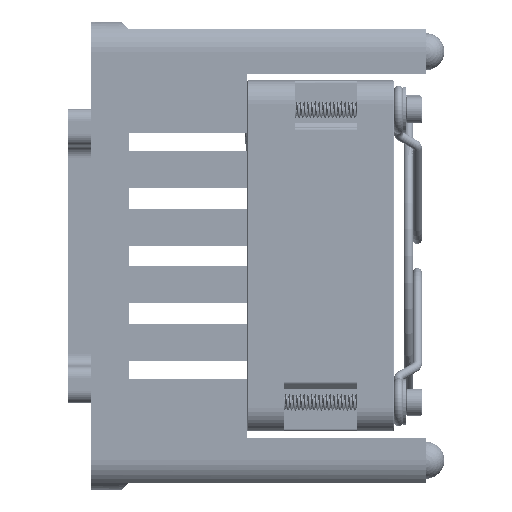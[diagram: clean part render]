
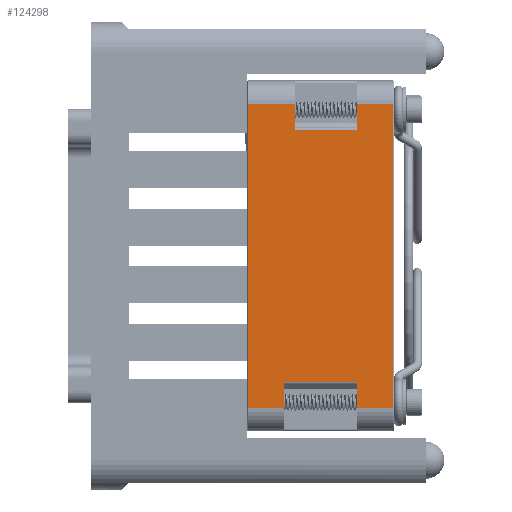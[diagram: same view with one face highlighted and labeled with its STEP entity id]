
A CAD part, left-side view. The second image highlights one B-rep face of the part: STEP entity #124298.
In plain terms, the highlighted planar face has unit normal (-1, 0, 0).
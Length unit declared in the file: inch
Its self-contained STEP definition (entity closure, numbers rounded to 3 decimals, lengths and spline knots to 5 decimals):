
#1464 = DIRECTION ( 'NONE',  ( 0., -1., 0. ) ) ;
#2528 = VECTOR ( 'NONE', #1464, 39.37008 ) ;
#2834 = LINE ( 'NONE', #87877, #2528 ) ;
#3368 = ORIENTED_EDGE ( 'NONE', *, *, #68909, .F. ) ;
#3597 = LINE ( 'NONE', #34113, #72664 ) ;
#5984 = DIRECTION ( 'NONE',  ( 0., 0., -1. ) ) ;
#6080 = EDGE_CURVE ( 'NONE', #11359, #89601, #112138, .T. ) ;
#9664 = CARTESIAN_POINT ( 'NONE',  ( -1.1811, -2.03031, -1.02362 ) ) ;
#10045 = CARTESIAN_POINT ( 'NONE',  ( -1.1811, -1.05, 1.02362 ) ) ;
#10620 = EDGE_CURVE ( 'NONE', #105305, #105455, #19974, .T. ) ;
#10743 = LINE ( 'NONE', #10045, #89264 ) ;
#11359 = VERTEX_POINT ( 'NONE', #9664 ) ;
#11967 = LINE ( 'NONE', #106020, #56919 ) ;
#16298 = AXIS2_PLACEMENT_3D ( 'NONE', #47547, #26149, #5984 ) ;
#16664 = DIRECTION ( 'NONE',  ( 0., 0., 1. ) ) ;
#17921 = VERTEX_POINT ( 'NONE', #93927 ) ;
#18024 = EDGE_CURVE ( 'NONE', #91481, #101902, #118625, .T. ) ;
#19974 = LINE ( 'NONE', #114692, #36585 ) ;
#20035 = DIRECTION ( 'NONE',  ( 0., -1., 0. ) ) ;
#22154 = ORIENTED_EDGE ( 'NONE', *, *, #18024, .T. ) ;
#22336 = CARTESIAN_POINT ( 'NONE',  ( -1.1811, -1.78622, 1.02362 ) ) ;
#23357 = VERTEX_POINT ( 'NONE', #46994 ) ;
#24211 = ORIENTED_EDGE ( 'NONE', *, *, #10620, .T. ) ;
#26149 = DIRECTION ( 'NONE',  ( 1., 0., 0. ) ) ;
#34113 = CARTESIAN_POINT ( 'NONE',  ( -1.1811, -1.05394, -1.02362 ) ) ;
#36585 = VECTOR ( 'NONE', #62129, 39.37008 ) ;
#39425 = VECTOR ( 'NONE', #121316, 39.37008 ) ;
#42371 = DIRECTION ( 'NONE',  ( 0., 0., -1. ) ) ;
#42737 = ORIENTED_EDGE ( 'NONE', *, *, #78652, .F. ) ;
#44696 = LINE ( 'NONE', #131773, #39425 ) ;
#46475 = EDGE_LOOP ( 'NONE', ( #94239, #42737, #56851, #62492, #130527, #24211, #59279, #22154, #49334, #119586, #113467, #3368 ) ) ;
#46994 = CARTESIAN_POINT ( 'NONE',  ( -1.1811, -1.78622, 0.84646 ) ) ;
#47157 = LINE ( 'NONE', #129482, #67264 ) ;
#47547 = CARTESIAN_POINT ( 'NONE',  ( -1.1811, -1.05, -1.02362 ) ) ;
#48340 = VERTEX_POINT ( 'NONE', #22336 ) ;
#49290 = CARTESIAN_POINT ( 'NONE',  ( -1.1811, -1.05394, -1.02362 ) ) ;
#49334 = ORIENTED_EDGE ( 'NONE', *, *, #127651, .T. ) ;
#52446 = DIRECTION ( 'NONE',  ( 0., -1., 0. ) ) ;
#54165 = CARTESIAN_POINT ( 'NONE',  ( -1.1811, -2.03031, 1.02362 ) ) ;
#56851 = ORIENTED_EDGE ( 'NONE', *, *, #76652, .T. ) ;
#56919 = VECTOR ( 'NONE', #135828, 39.37008 ) ;
#59279 = ORIENTED_EDGE ( 'NONE', *, *, #73488, .T. ) ;
#62129 = DIRECTION ( 'NONE',  ( 0., -1., 0. ) ) ;
#62492 = ORIENTED_EDGE ( 'NONE', *, *, #124368, .F. ) ;
#67071 = CARTESIAN_POINT ( 'NONE',  ( -1.1811, -1.29803, -1.02362 ) ) ;
#67264 = VECTOR ( 'NONE', #77518, 39.37008 ) ;
#68909 = EDGE_CURVE ( 'NONE', #48340, #89601, #80177, .T. ) ;
#72664 = VECTOR ( 'NONE', #118426, 39.37008 ) ;
#73488 = EDGE_CURVE ( 'NONE', #105455, #91481, #107535, .T. ) ;
#75192 = FACE_OUTER_BOUND ( 'NONE', #46475, .T. ) ;
#76555 = CARTESIAN_POINT ( 'NONE',  ( -1.1811, -1.3689, 0.84646 ) ) ;
#76652 = EDGE_CURVE ( 'NONE', #101865, #114586, #47157, .T. ) ;
#77518 = DIRECTION ( 'NONE',  ( 0., 0., 1. ) ) ;
#78279 = VECTOR ( 'NONE', #20035, 39.37008 ) ;
#78394 = VERTEX_POINT ( 'NONE', #135876 ) ;
#78652 = EDGE_CURVE ( 'NONE', #101865, #23357, #2834, .T. ) ;
#80177 = LINE ( 'NONE', #125114, #78279 ) ;
#83842 = CARTESIAN_POINT ( 'NONE',  ( -1.1811, -1.78622, -1.02362 ) ) ;
#85613 = PLANE ( 'NONE',  #16298 ) ;
#87877 = CARTESIAN_POINT ( 'NONE',  ( -1.1811, 0.4347, 0.84646 ) ) ;
#88991 = CARTESIAN_POINT ( 'NONE',  ( -1.1811, -1.29803, -0.84646 ) ) ;
#89264 = VECTOR ( 'NONE', #104806, 39.37008 ) ;
#89601 = VERTEX_POINT ( 'NONE', #54165 ) ;
#89677 = VECTOR ( 'NONE', #52446, 39.37008 ) ;
#91321 = CARTESIAN_POINT ( 'NONE',  ( -1.1811, -2.03031, -1.02362 ) ) ;
#91481 = VERTEX_POINT ( 'NONE', #88991 ) ;
#93927 = CARTESIAN_POINT ( 'NONE',  ( -1.1811, -1.78622, -1.02362 ) ) ;
#94239 = ORIENTED_EDGE ( 'NONE', *, *, #120158, .T. ) ;
#96531 = CARTESIAN_POINT ( 'NONE',  ( -1.1811, -1.3689, 1.02362 ) ) ;
#101865 = VERTEX_POINT ( 'NONE', #76555 ) ;
#101902 = VERTEX_POINT ( 'NONE', #120129 ) ;
#104806 = DIRECTION ( 'NONE',  ( 0., -1., 0. ) ) ;
#105305 = VERTEX_POINT ( 'NONE', #49290 ) ;
#105455 = VERTEX_POINT ( 'NONE', #67071 ) ;
#106020 = CARTESIAN_POINT ( 'NONE',  ( -1.1811, -1.05, -1.02362 ) ) ;
#106028 = VECTOR ( 'NONE', #133602, 39.37008 ) ;
#107535 = LINE ( 'NONE', #129676, #106028 ) ;
#109744 = EDGE_CURVE ( 'NONE', #78394, #105305, #3597, .T. ) ;
#112138 = LINE ( 'NONE', #91321, #113212 ) ;
#113212 = VECTOR ( 'NONE', #16664, 39.37008 ) ;
#113467 = ORIENTED_EDGE ( 'NONE', *, *, #6080, .T. ) ;
#114586 = VERTEX_POINT ( 'NONE', #96531 ) ;
#114692 = CARTESIAN_POINT ( 'NONE',  ( -1.1811, -1.05, -1.02362 ) ) ;
#115629 = LINE ( 'NONE', #83842, #121486 ) ;
#117507 = EDGE_CURVE ( 'NONE', #17921, #11359, #11967, .T. ) ;
#118426 = DIRECTION ( 'NONE',  ( 0., 0., -1. ) ) ;
#118625 = LINE ( 'NONE', #129728, #89677 ) ;
#119586 = ORIENTED_EDGE ( 'NONE', *, *, #117507, .T. ) ;
#120129 = CARTESIAN_POINT ( 'NONE',  ( -1.1811, -1.78622, -0.84646 ) ) ;
#120158 = EDGE_CURVE ( 'NONE', #48340, #23357, #115629, .T. ) ;
#121316 = DIRECTION ( 'NONE',  ( 0., 0., -1. ) ) ;
#121486 = VECTOR ( 'NONE', #42371, 39.37008 ) ;
#124298 = ADVANCED_FACE ( 'NONE', ( #75192 ), #85613, .F. ) ;
#124368 = EDGE_CURVE ( 'NONE', #78394, #114586, #10743, .T. ) ;
#125114 = CARTESIAN_POINT ( 'NONE',  ( -1.1811, -1.05, 1.02362 ) ) ;
#127651 = EDGE_CURVE ( 'NONE', #101902, #17921, #44696, .T. ) ;
#129482 = CARTESIAN_POINT ( 'NONE',  ( -1.1811, -1.3689, 1.02362 ) ) ;
#129676 = CARTESIAN_POINT ( 'NONE',  ( -1.1811, -1.29803, -1.02362 ) ) ;
#129728 = CARTESIAN_POINT ( 'NONE',  ( -1.1811, 0.4347, -0.84646 ) ) ;
#130527 = ORIENTED_EDGE ( 'NONE', *, *, #109744, .T. ) ;
#131773 = CARTESIAN_POINT ( 'NONE',  ( -1.1811, -1.78622, -1.02362 ) ) ;
#133602 = DIRECTION ( 'NONE',  ( 0., 0., 1. ) ) ;
#135828 = DIRECTION ( 'NONE',  ( 0., -1., 0. ) ) ;
#135876 = CARTESIAN_POINT ( 'NONE',  ( -1.1811, -1.05394, 1.02362 ) ) ;
